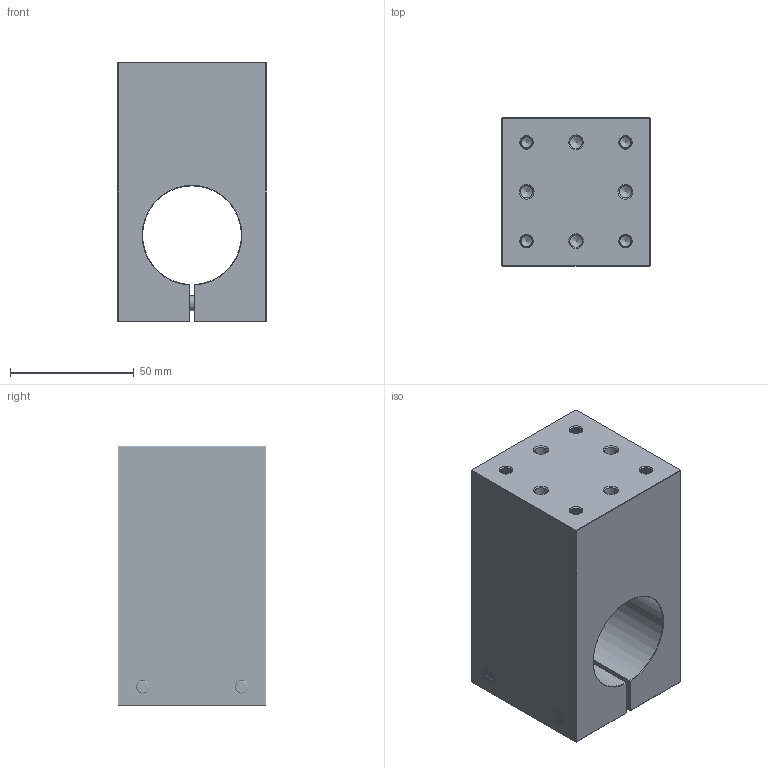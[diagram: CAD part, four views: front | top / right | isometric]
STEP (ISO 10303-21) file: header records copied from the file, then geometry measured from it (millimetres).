
FILE_DESCRIPTION(/* description */ (''),/* implementation_level */ '2;1');
FILE_NAME(/* name */ 'd39151aa-ae43-4aa9-99b0-f84562bc7417.stp',/* time_stamp */ '2024-10-08T18:03:12Z',/* author */ (''),/* organization */ (''),/* preprocessor_version */ 'ST-DEVELOPER v20',/* originating_system */ 'Autodesk Translation Framework v13.20.0.188',/* authorisation */ '');
FILE_SCHEMA (('AUTOMOTIVE_DESIGN { 1 0 10303 214 3 1 1 }'));
Products named in the file (3): SE 01.060; SE 01.060_body_part; Socket_head_screw_M6
Assembly tree (3 placements, depth 2):
  SE 01.060
    SE 01.060_body_part
    Socket_head_screw_M6  x2
Bounding box: 60 x 60 x 105 mm (x, y, z)
Volume: 298596.8 mm3; surface area: 46385.7 mm2
Topology: 3 solids, 3 shells, 670 faces, 1888 edges, 1230 vertices
Faces by surface type: cylinder 541, plane 71, cone 38, bspline 20
Full cylindrical faces by diameter (mm): 4.529 x40, 4.701 x34, 5 x4, 5.086 x16, 5.283 x70, 6 x34, 6.12 x40, 10 x4
Entity records: 48448 total; most frequent: CARTESIAN_POINT 34645, ORIENTED_EDGE 3450, DIRECTION 1973, EDGE_CURVE 1725, VERTEX_POINT 1131, B_SPLINE_CURVE_WITH_KNOTS 995, AXIS2_PLACEMENT_3D 689, EDGE_LOOP 630
